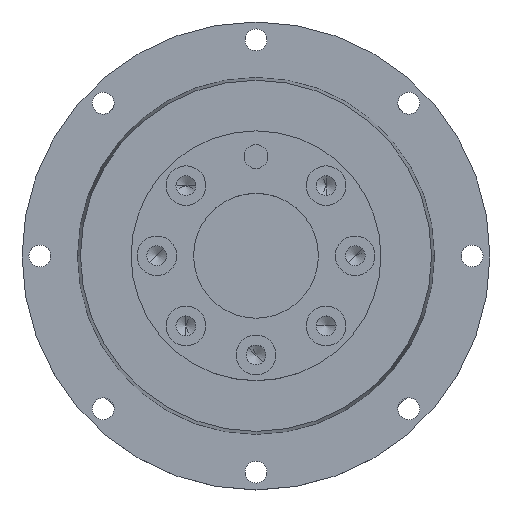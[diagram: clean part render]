
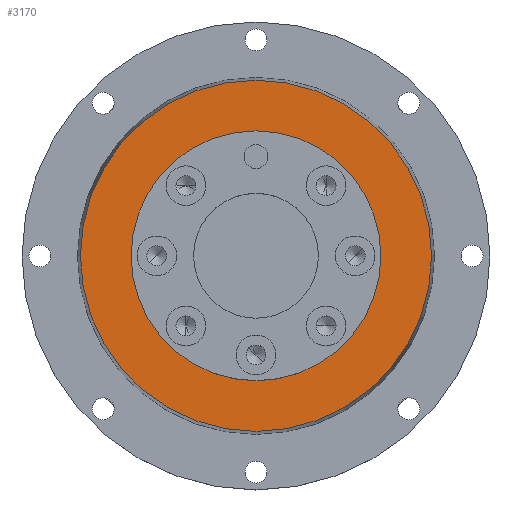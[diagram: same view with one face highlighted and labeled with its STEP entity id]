
A CAD part, top view. The second image highlights one B-rep face of the part: STEP entity #3170.
In plain terms, the highlighted planar face has unit normal (0, 0, 1).
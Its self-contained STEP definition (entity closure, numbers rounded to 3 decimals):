
#129 = DIRECTION ( 'NONE',  ( 1., 0., 0. ) ) ;
#335 = VERTEX_POINT ( 'NONE', #8646 ) ;
#1618 = AXIS2_PLACEMENT_3D ( 'NONE', #9018, #4425, #129 ) ;
#1890 = VERTEX_POINT ( 'NONE', #5608 ) ;
#2371 = EDGE_LOOP ( 'NONE', ( #5553, #3869 ) ) ;
#2691 = CIRCLE ( 'NONE', #8684, 44.266 ) ;
#3170 = ADVANCED_FACE ( 'NONE', ( #3367, #5021 ), #8384, .F. ) ;
#3199 = CIRCLE ( 'NONE', #1618, 31.5 ) ;
#3223 = CARTESIAN_POINT ( 'NONE',  ( 44.266, 0., 85.5 ) ) ;
#3367 = FACE_BOUND ( 'NONE', #2371, .T. ) ;
#3615 = CIRCLE ( 'NONE', #6972, 44.266 ) ;
#3702 = AXIS2_PLACEMENT_3D ( 'NONE', #5024, #5005, #4996 ) ;
#3869 = ORIENTED_EDGE ( 'NONE', *, *, #4944, .F. ) ;
#4107 = EDGE_LOOP ( 'NONE', ( #5818, #6071 ) ) ;
#4310 = AXIS2_PLACEMENT_3D ( 'NONE', #7873, #7469, #7239 ) ;
#4425 = DIRECTION ( 'NONE',  ( 0., 0., 1. ) ) ;
#4593 = EDGE_CURVE ( 'NONE', #8099, #5068, #2691, .T. ) ;
#4628 = CIRCLE ( 'NONE', #3702, 31.5 ) ;
#4811 = EDGE_CURVE ( 'NONE', #5068, #8099, #3615, .T. ) ;
#4897 = DIRECTION ( 'NONE',  ( 1., 0., 0. ) ) ;
#4944 = EDGE_CURVE ( 'NONE', #1890, #335, #4628, .T. ) ;
#4981 = DIRECTION ( 'NONE',  ( 0., 0., 1. ) ) ;
#4996 = DIRECTION ( 'NONE',  ( 1., 0., 0. ) ) ;
#5005 = DIRECTION ( 'NONE',  ( 0., 0., 1. ) ) ;
#5021 = FACE_OUTER_BOUND ( 'NONE', #4107, .T. ) ;
#5024 = CARTESIAN_POINT ( 'NONE',  ( 0., 0., 85.5 ) ) ;
#5068 = VERTEX_POINT ( 'NONE', #3223 ) ;
#5415 = CARTESIAN_POINT ( 'NONE',  ( 0., 0., 85.5 ) ) ;
#5553 = ORIENTED_EDGE ( 'NONE', *, *, #6984, .F. ) ;
#5608 = CARTESIAN_POINT ( 'NONE',  ( -31.5, 0., 85.5 ) ) ;
#5818 = ORIENTED_EDGE ( 'NONE', *, *, #4593, .T. ) ;
#6071 = ORIENTED_EDGE ( 'NONE', *, *, #4811, .T. ) ;
#6972 = AXIS2_PLACEMENT_3D ( 'NONE', #9276, #9249, #9181 ) ;
#6984 = EDGE_CURVE ( 'NONE', #335, #1890, #3199, .T. ) ;
#7239 = DIRECTION ( 'NONE',  ( -1., 0., 0. ) ) ;
#7469 = DIRECTION ( 'NONE',  ( 0., 0., -1. ) ) ;
#7536 = CARTESIAN_POINT ( 'NONE',  ( -44.266, 0., 85.5 ) ) ;
#7873 = CARTESIAN_POINT ( 'NONE',  ( 0., 44.266, 85.5 ) ) ;
#8099 = VERTEX_POINT ( 'NONE', #7536 ) ;
#8384 = PLANE ( 'NONE',  #4310 ) ;
#8646 = CARTESIAN_POINT ( 'NONE',  ( 31.5, 0., 85.5 ) ) ;
#8684 = AXIS2_PLACEMENT_3D ( 'NONE', #5415, #4981, #4897 ) ;
#9018 = CARTESIAN_POINT ( 'NONE',  ( 0., 0., 85.5 ) ) ;
#9181 = DIRECTION ( 'NONE',  ( 1., 0., 0. ) ) ;
#9249 = DIRECTION ( 'NONE',  ( 0., 0., 1. ) ) ;
#9276 = CARTESIAN_POINT ( 'NONE',  ( 0., 0., 85.5 ) ) ;
